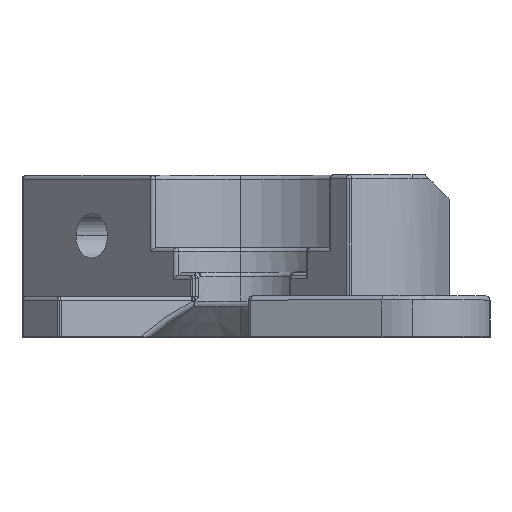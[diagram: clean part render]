
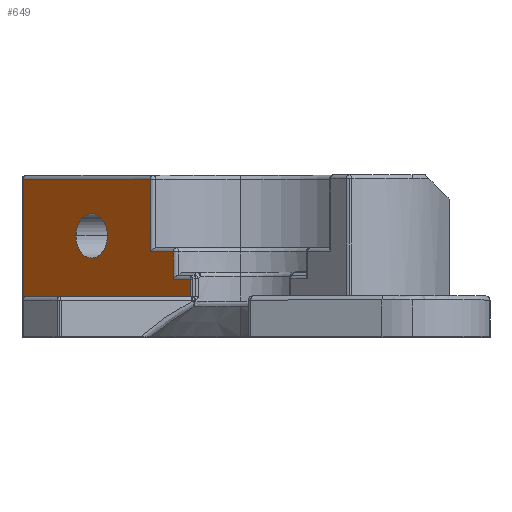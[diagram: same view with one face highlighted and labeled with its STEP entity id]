
A CAD part, top view. The second image highlights one B-rep face of the part: STEP entity #649.
In plain terms, the highlighted planar face has unit normal (-0.707, 0, 0.707).
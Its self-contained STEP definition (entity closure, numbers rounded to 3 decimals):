
#4 = VERTEX_POINT ( 'NONE', #3388 ) ;
#36 = DIRECTION ( 'NONE',  ( -0.707, 0., 0.707 ) ) ;
#58 = EDGE_CURVE ( 'NONE', #4, #359, #2728, .T. ) ;
#63 = CARTESIAN_POINT ( 'NONE',  ( -26.854, 14.5, -26.854 ) ) ;
#162 = CARTESIAN_POINT ( 'NONE',  ( -27., 5.5, -27. ) ) ;
#199 = VERTEX_POINT ( 'NONE', #4074 ) ;
#201 = CARTESIAN_POINT ( 'NONE',  ( -26.759, -0.051, -26.759 ) ) ;
#223 = VECTOR ( 'NONE', #1559, 1000. ) ;
#249 = CARTESIAN_POINT ( 'NONE',  ( -8.301, 5.5, -8.301 ) ) ;
#285 = CARTESIAN_POINT ( 'NONE',  ( -18.385, 7.5, -18.385 ) ) ;
#315 = ORIENTED_EDGE ( 'NONE', *, *, #2103, .T. ) ;
#320 = VERTEX_POINT ( 'NONE', #249 ) ;
#359 = VERTEX_POINT ( 'NONE', #1462 ) ;
#476 = ORIENTED_EDGE ( 'NONE', *, *, #3674, .T. ) ;
#563 = EDGE_CURVE ( 'NONE', #3855, #320, #1922, .T. ) ;
#585 = CARTESIAN_POINT ( 'NONE',  ( -11.167, 15., -11.167 ) ) ;
#602 = ORIENTED_EDGE ( 'NONE', *, *, #563, .T. ) ;
#610 = EDGE_CURVE ( 'NONE', #320, #3409, #3643, .T. ) ;
#643 = CARTESIAN_POINT ( 'NONE',  ( -18.385, 7.5, -18.385 ) ) ;
#649 = ADVANCED_FACE ( 'NONE', ( #3213, #3278 ), #2671, .F. ) ;
#683 = CARTESIAN_POINT ( 'NONE',  ( -8.301, 15., -8.301 ) ) ;
#731 = DIRECTION ( 'NONE',  ( -0.707, 0., -0.707 ) ) ;
#752 = AXIS2_PLACEMENT_3D ( 'NONE', #285, #3966, #3391 ) ;
#894 = DIRECTION ( 'NONE',  ( 0.707, 0., 0.707 ) ) ;
#904 = EDGE_CURVE ( 'NONE', #2177, #3136, #2179, .T. ) ;
#1042 = ORIENTED_EDGE ( 'NONE', *, *, #1685, .F. ) ;
#1067 = VECTOR ( 'NONE', #2026, 1000. ) ;
#1169 = EDGE_LOOP ( 'NONE', ( #1042, #3292 ) ) ;
#1292 = DIRECTION ( 'NONE',  ( 0., -1., 0. ) ) ;
#1318 = VECTOR ( 'NONE', #1612, 1000. ) ;
#1322 = EDGE_CURVE ( 'NONE', #1607, #3311, #2209, .T. ) ;
#1356 = DIRECTION ( 'NONE',  ( 0.707, 0., -0.707 ) ) ;
#1462 = CARTESIAN_POINT ( 'NONE',  ( -26.5, 0., -26.5 ) ) ;
#1466 = CARTESIAN_POINT ( 'NONE',  ( -8.301, 2.134, -8.301 ) ) ;
#1488 = ORIENTED_EDGE ( 'NONE', *, *, #610, .T. ) ;
#1559 = DIRECTION ( 'NONE',  ( 0., 1., 0. ) ) ;
#1589 = ORIENTED_EDGE ( 'NONE', *, *, #1322, .T. ) ;
#1596 = CARTESIAN_POINT ( 'NONE',  ( -16.44, 7.5, -16.44 ) ) ;
#1607 = VERTEX_POINT ( 'NONE', #3642 ) ;
#1612 = DIRECTION ( 'NONE',  ( 0., 1., 0. ) ) ;
#1619 = CARTESIAN_POINT ( 'NONE',  ( -27., 15., -27. ) ) ;
#1664 = LINE ( 'NONE', #2871, #2218 ) ;
#1668 = CARTESIAN_POINT ( 'NONE',  ( -6.228, 2.134, -6.228 ) ) ;
#1685 = EDGE_CURVE ( 'NONE', #3136, #2177, #3593, .T. ) ;
#1741 = LINE ( 'NONE', #3310, #2030 ) ;
#1795 = LINE ( 'NONE', #585, #223 ) ;
#1874 = LINE ( 'NONE', #1891, #2642 ) ;
#1891 = CARTESIAN_POINT ( 'NONE',  ( -8.301, 2.134, -8.301 ) ) ;
#1922 = LINE ( 'NONE', #683, #1318 ) ;
#2026 = DIRECTION ( 'NONE',  ( -0.707, 0., -0.707 ) ) ;
#2030 = VECTOR ( 'NONE', #2998, 1000. ) ;
#2103 = EDGE_CURVE ( 'NONE', #3409, #1607, #1795, .T. ) ;
#2107 = AXIS2_PLACEMENT_3D ( 'NONE', #1619, #1356, #731 ) ;
#2146 = CARTESIAN_POINT ( 'NONE',  ( -27., 14.5, -27. ) ) ;
#2177 = VERTEX_POINT ( 'NONE', #3871 ) ;
#2179 = CIRCLE ( 'NONE', #3326, 2.75 ) ;
#2202 = EDGE_CURVE ( 'NONE', #3311, #4, #1664, .T. ) ;
#2209 = LINE ( 'NONE', #2146, #2991 ) ;
#2218 = VECTOR ( 'NONE', #1292, 1000. ) ;
#2263 = CARTESIAN_POINT ( 'NONE',  ( -27., 0., -27. ) ) ;
#2270 = ORIENTED_EDGE ( 'NONE', *, *, #3542, .T. ) ;
#2385 = CARTESIAN_POINT ( 'NONE',  ( -26.5, 0., -26.5 ) ) ;
#2642 = VECTOR ( 'NONE', #2815, 1000. ) ;
#2644 = EDGE_LOOP ( 'NONE', ( #1589, #3883, #3913, #476, #3153, #2270, #602, #1488, #315 ) ) ;
#2671 = PLANE ( 'NONE',  #2107 ) ;
#2728 =( BOUNDED_CURVE ( )  B_SPLINE_CURVE ( 3, ( #3059, #201, #3989, #2385 ),
 .UNSPECIFIED., .F., .F. ) 
 B_SPLINE_CURVE_WITH_KNOTS ( ( 4, 4 ),
 ( 0.785, 1.571 ),
 .UNSPECIFIED. ) 
 CURVE ( )  GEOMETRIC_REPRESENTATION_ITEM ( )  RATIONAL_B_SPLINE_CURVE ( ( 1., 0.949, 0.949, 1. ) ) 
 REPRESENTATION_ITEM ( '' )  );
#2738 = EDGE_CURVE ( 'NONE', #199, #3259, #1741, .T. ) ;
#2815 = DIRECTION ( 'NONE',  ( -0.707, 0., -0.707 ) ) ;
#2871 = CARTESIAN_POINT ( 'NONE',  ( -26.854, 15., -26.854 ) ) ;
#2991 = VECTOR ( 'NONE', #4047, 1000. ) ;
#2998 = DIRECTION ( 'NONE',  ( 0., 1., 0. ) ) ;
#3059 = CARTESIAN_POINT ( 'NONE',  ( -26.854, -0.146, -26.854 ) ) ;
#3136 = VERTEX_POINT ( 'NONE', #1596 ) ;
#3153 = ORIENTED_EDGE ( 'NONE', *, *, #2738, .T. ) ;
#3195 = DIRECTION ( 'NONE',  ( 0.707, 0., 0.707 ) ) ;
#3213 = FACE_BOUND ( 'NONE', #1169, .T. ) ;
#3259 = VERTEX_POINT ( 'NONE', #1668 ) ;
#3278 = FACE_OUTER_BOUND ( 'NONE', #2644, .T. ) ;
#3292 = ORIENTED_EDGE ( 'NONE', *, *, #904, .F. ) ;
#3310 = CARTESIAN_POINT ( 'NONE',  ( -6.228, 2.423, -6.228 ) ) ;
#3311 = VERTEX_POINT ( 'NONE', #63 ) ;
#3326 = AXIS2_PLACEMENT_3D ( 'NONE', #643, #36, #894 ) ;
#3388 = CARTESIAN_POINT ( 'NONE',  ( -26.854, -0.146, -26.854 ) ) ;
#3391 = DIRECTION ( 'NONE',  ( 0.707, 0., 0.707 ) ) ;
#3409 = VERTEX_POINT ( 'NONE', #3633 ) ;
#3542 = EDGE_CURVE ( 'NONE', #3259, #3855, #1874, .T. ) ;
#3593 = CIRCLE ( 'NONE', #752, 2.75 ) ;
#3633 = CARTESIAN_POINT ( 'NONE',  ( -11.167, 5.5, -11.167 ) ) ;
#3642 = CARTESIAN_POINT ( 'NONE',  ( -11.167, 14.5, -11.167 ) ) ;
#3643 = LINE ( 'NONE', #162, #1067 ) ;
#3674 = EDGE_CURVE ( 'NONE', #359, #199, #3892, .T. ) ;
#3830 = VECTOR ( 'NONE', #3195, 1000. ) ;
#3855 = VERTEX_POINT ( 'NONE', #1466 ) ;
#3871 = CARTESIAN_POINT ( 'NONE',  ( -20.329, 7.5, -20.329 ) ) ;
#3883 = ORIENTED_EDGE ( 'NONE', *, *, #2202, .T. ) ;
#3892 = LINE ( 'NONE', #2263, #3830 ) ;
#3913 = ORIENTED_EDGE ( 'NONE', *, *, #58, .T. ) ;
#3966 = DIRECTION ( 'NONE',  ( -0.707, 0., 0.707 ) ) ;
#3989 = CARTESIAN_POINT ( 'NONE',  ( -26.634, 0., -26.634 ) ) ;
#4047 = DIRECTION ( 'NONE',  ( -0.707, 0., -0.707 ) ) ;
#4074 = CARTESIAN_POINT ( 'NONE',  ( -6.228, 0., -6.228 ) ) ;
